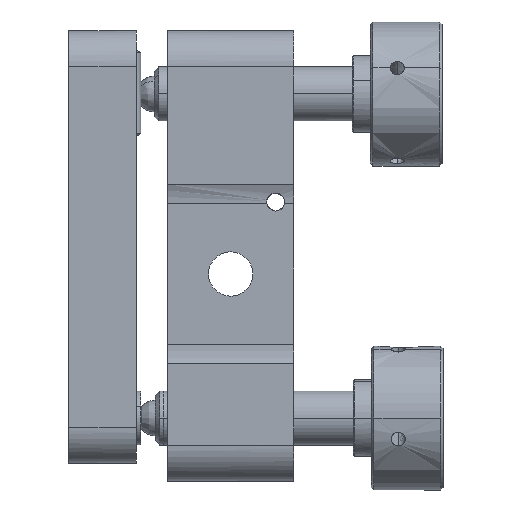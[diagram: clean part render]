
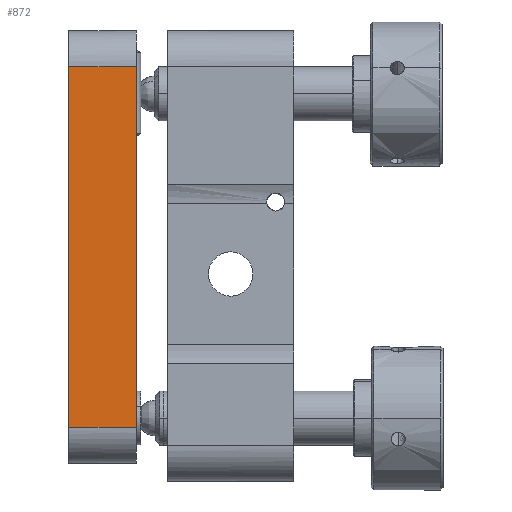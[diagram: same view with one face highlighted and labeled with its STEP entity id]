
A CAD part, left-side view. The second image highlights one B-rep face of the part: STEP entity #872.
In plain terms, the highlighted planar face has unit normal (-1, 0, 0).
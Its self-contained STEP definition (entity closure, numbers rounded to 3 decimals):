
#872=ADVANCED_FACE('',(#1526),#11021,.T.);
#1526=FACE_OUTER_BOUND('',#2252,.T.);
#2252=EDGE_LOOP('',(#5735,#5736,#5737,#5738));
#5735=ORIENTED_EDGE('',*,*,#7623,.F.);
#5736=ORIENTED_EDGE('',*,*,#7617,.F.);
#5737=ORIENTED_EDGE('',*,*,#7630,.F.);
#5738=ORIENTED_EDGE('',*,*,#7435,.F.);
#7435=EDGE_CURVE('',#10551,#10552,#8776,.T.);
#7617=EDGE_CURVE('',#10668,#10669,#8827,.T.);
#7623=EDGE_CURVE('',#10669,#10551,#9434,.T.);
#7630=EDGE_CURVE('',#10552,#10668,#9440,.T.);
#8776=B_SPLINE_CURVE_WITH_KNOTS('',1,(#22485,#22486),.UNSPECIFIED.,.F.,
 .F.,(2,2),(0.,40.),.UNSPECIFIED.);
#8827=B_SPLINE_CURVE_WITH_KNOTS('',1,(#23057,#23058),.UNSPECIFIED.,.F.,
 .F.,(2,2),(-40.,0.),.UNSPECIFIED.);
#9434=(
BOUNDED_CURVE()
B_SPLINE_CURVE(1,(#23073,#23074),.UNSPECIFIED.,.F.,.F.)
B_SPLINE_CURVE_WITH_KNOTS((2,2),(0.,7.5),.UNSPECIFIED.)
CURVE()
GEOMETRIC_REPRESENTATION_ITEM()
RATIONAL_B_SPLINE_CURVE((1.,1.))
REPRESENTATION_ITEM('')
);
#9440=(
BOUNDED_CURVE()
B_SPLINE_CURVE(1,(#23091,#23092),.UNSPECIFIED.,.F.,.F.)
B_SPLINE_CURVE_WITH_KNOTS((2,2),(0.,7.5),.UNSPECIFIED.)
CURVE()
GEOMETRIC_REPRESENTATION_ITEM()
RATIONAL_B_SPLINE_CURVE((1.,1.))
REPRESENTATION_ITEM('')
);
#10551=VERTEX_POINT('',#22264);
#10552=VERTEX_POINT('',#22265);
#10668=VERTEX_POINT('',#22381);
#10669=VERTEX_POINT('',#22382);
#11021=PLANE('',#11566);
#11566=AXIS2_PLACEMENT_3D('',#22215,#11869,$);
#11869=DIRECTION('',(-1.,0.,0.));
#22215=CARTESIAN_POINT('',(-23.183,16.429,51.515));
#22264=CARTESIAN_POINT('',(-23.183,15.559,7.395));
#22265=CARTESIAN_POINT('',(-23.183,15.559,47.395));
#22381=CARTESIAN_POINT('',(-23.183,8.059,47.395));
#22382=CARTESIAN_POINT('',(-23.183,8.059,7.395));
#22485=CARTESIAN_POINT('',(-23.183,15.559,7.395));
#22486=CARTESIAN_POINT('',(-23.183,15.559,47.395));
#23057=CARTESIAN_POINT('',(-23.183,8.059,47.395));
#23058=CARTESIAN_POINT('',(-23.183,8.059,7.395));
#23073=CARTESIAN_POINT('',(-23.183,8.059,7.395));
#23074=CARTESIAN_POINT('',(-23.183,15.559,7.395));
#23091=CARTESIAN_POINT('',(-23.183,15.559,47.395));
#23092=CARTESIAN_POINT('',(-23.183,8.059,47.395));
